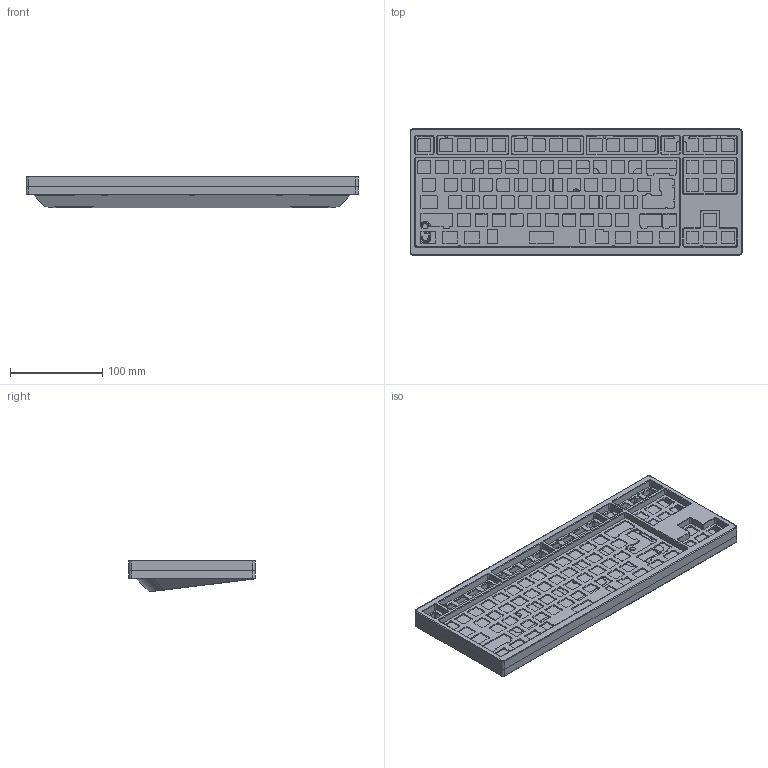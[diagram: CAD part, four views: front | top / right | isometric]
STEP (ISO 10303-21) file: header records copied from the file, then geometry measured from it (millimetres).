
FILE_DESCRIPTION(/* description */ (''),/* implementation_level */ '2;1');
FILE_NAME(/* name */ 'OpenTKL assembly.step',/* time_stamp */ '2021-12-05T12:17:26+00:00',/* author */ (''),/* organization */ (''),/* preprocessor_version */ 'ST-DEVELOPER v18.1',/* originating_system */ 'Autodesk Translation Framework v10.10.0.1391',/* authorisation */ '');
FILE_SCHEMA (('AUTOMOTIVE_DESIGN { 1 0 10303 214 3 1 1 }'));
Length unit declared in the file: millimetre
Products named in the file (6): OpenTKL assembly; Plate; Top; Bottom; Weights; Weight
Assembly tree (5 placements, depth 3):
  OpenTKL assembly
    Plate
    Top
    Bottom
    Weights
      Weight
Bounding box: 359.61 x 136.51 x 34.22 mm (x, y, z)
Volume: 584816.1 mm3; surface area: 241342.7 mm2
Topology: 6 solids, 6 shells, 1619 faces, 4654 edges, 3050 vertices
Faces by surface type: plane 789, cylinder 666, bspline 79, cone 77, torus 8
Full cylindrical faces by diameter (mm): 2.529 x25
Entity records: 53925 total; most frequent: CARTESIAN_POINT 10390, ORIENTED_EDGE 9276, DIRECTION 9014, EDGE_CURVE 4638, LINE 3074, VECTOR 3074, VERTEX_POINT 3050, AXIS2_PLACEMENT_3D 2970
